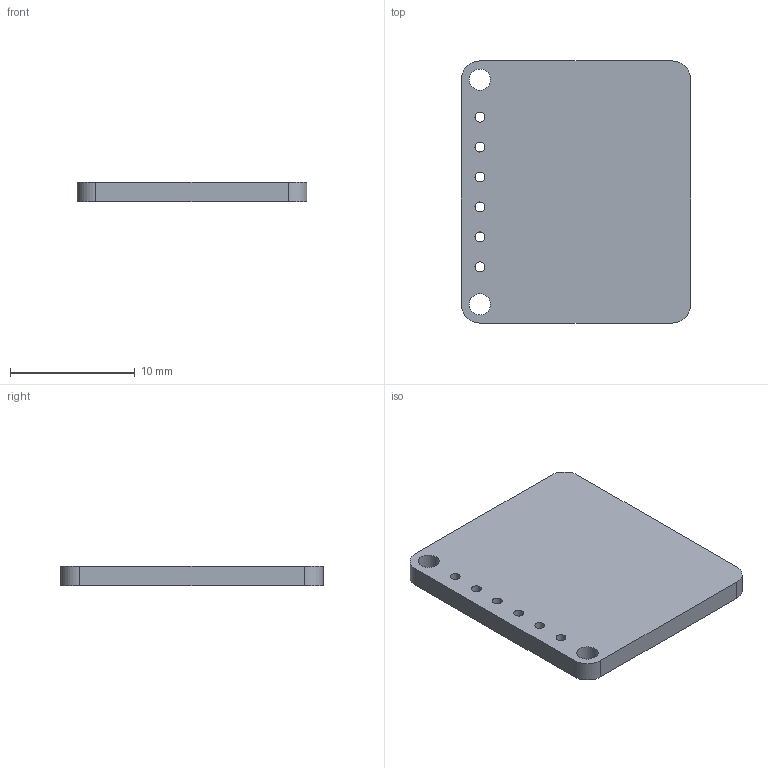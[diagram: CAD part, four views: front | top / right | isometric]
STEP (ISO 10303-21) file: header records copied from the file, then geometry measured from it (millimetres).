
FILE_DESCRIPTION(('KiCad electronic assembly'),'2;1');
FILE_NAME('bfgAdapter.stp','2018-04-01T22:31:00',('An Author'),( 'A Company'),'Open CASCADE STEP processor 6.8', 'KiCad to STEP converter','Unknown');
FILE_SCHEMA(('AUTOMOTIVE_DESIGN_CC2 { 1 2 10303 214 -1 1 5 4 }'));
Length unit declared in the file: millimetre
Products named in the file (2): Open CASCADE STEP translator 6.8 1; COMPOUND
Assembly tree (1 placements, depth 2):
  Open CASCADE STEP translator 6.8 1
    COMPOUND
Bounding box: 18.4 x 21 x 1.6 mm (x, y, z)
Volume: 603.1 mm3; surface area: 917 mm2
Topology: 1 solids, 1 shells, 18 faces, 48 edges, 32 vertices
Faces by surface type: cylinder 12, plane 6
Full cylindrical faces by diameter (mm): 0.8 x6, 1.7 x2
Entity records: 1351 total; most frequent: CARTESIAN_POINT 340, DIRECTION 184, ORIENTED_EDGE 96, LINE 96, VECTOR 96, PCURVE 96, DEFINITIONAL_REPRESENTATION 96, EDGE_CURVE 48
